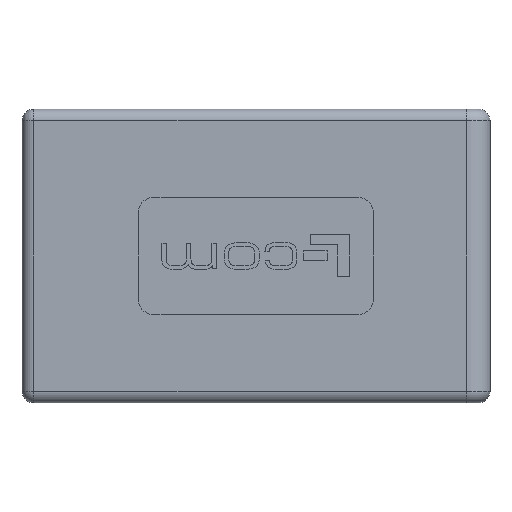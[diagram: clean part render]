
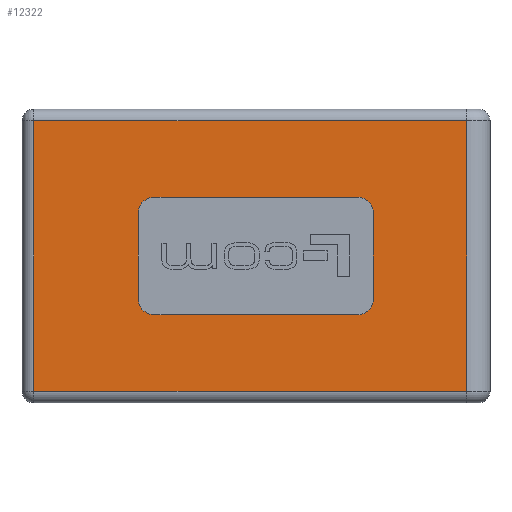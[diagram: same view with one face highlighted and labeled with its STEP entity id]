
A CAD part, left-side view. The second image highlights one B-rep face of the part: STEP entity #12322.
In plain terms, the highlighted planar face has unit normal (-1, 0, 0).
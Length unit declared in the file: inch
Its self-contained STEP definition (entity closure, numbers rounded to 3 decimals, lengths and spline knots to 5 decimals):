
#3184 = FACE_OUTER_BOUND ( 'NONE', #10373, .T. ) ;
#3187 = FACE_BOUND ( 'NONE', #10337, .T. ) ;
#3753 = CARTESIAN_POINT ( 'NONE',  ( 0., 0., -0.75 ) ) ;
#3781 = PLANE ( 'NONE',  #6781 ) ;
#3785 = DIRECTION ( 'NONE',  ( -1., 0., 0. ) ) ;
#3787 = DIRECTION ( 'NONE',  ( 0., 0., 1. ) ) ;
#5850 = VECTOR ( 'NONE', #9736, 39.37008 ) ;
#5852 = VECTOR ( 'NONE', #9734, 39.37008 ) ;
#5853 = LINE ( 'NONE', #9735, #5850 ) ;
#5854 = VECTOR ( 'NONE', #9732, 39.37008 ) ;
#5855 = LINE ( 'NONE', #9733, #5852 ) ;
#5856 = VECTOR ( 'NONE', #9730, 39.37008 ) ;
#5858 = VECTOR ( 'NONE', #9722, 39.37008 ) ;
#5859 = LINE ( 'NONE', #9723, #5854 ) ;
#5860 = LINE ( 'NONE', #9724, #5856 ) ;
#5861 = VECTOR ( 'NONE', #9717, 39.37008 ) ;
#5862 = LINE ( 'NONE', #9725, #5858 ) ;
#5863 = CIRCLE ( 'NONE', #11987, 0.04 ) ;
#5864 = VECTOR ( 'NONE', #9712, 39.37008 ) ;
#5865 = LINE ( 'NONE', #9718, #5861 ) ;
#5866 = CIRCLE ( 'NONE', #11985, 0.04 ) ;
#5867 = VECTOR ( 'NONE', #9702, 39.37008 ) ;
#5868 = LINE ( 'NONE', #9713, #5864 ) ;
#5869 = CIRCLE ( 'NONE', #11983, 0.04 ) ;
#5872 = CIRCLE ( 'NONE', #11981, 0.04 ) ;
#5878 = LINE ( 'NONE', #9708, #5867 ) ;
#6781 = AXIS2_PLACEMENT_3D ( 'NONE', #3753, #3785, #3787 ) ;
#9702 = DIRECTION ( 'NONE',  ( 0., 0., -1. ) ) ;
#9708 = CARTESIAN_POINT ( 'NONE',  ( 0., 0.898, -0.485 ) ) ;
#9709 = CARTESIAN_POINT ( 'NONE',  ( 0., 0.858, -0.485 ) ) ;
#9710 = DIRECTION ( 'NONE',  ( -1., 0., 0. ) ) ;
#9711 = DIRECTION ( 'NONE',  ( 0., 0., 1. ) ) ;
#9712 = DIRECTION ( 'NONE',  ( 0., 1., 0. ) ) ;
#9713 = CARTESIAN_POINT ( 'NONE',  ( 0., 0.338, -0.225 ) ) ;
#9714 = CARTESIAN_POINT ( 'NONE',  ( 0., 0.858, -0.265 ) ) ;
#9715 = DIRECTION ( 'NONE',  ( -1., 0., 0. ) ) ;
#9716 = DIRECTION ( 'NONE',  ( 0., 0., 1. ) ) ;
#9717 = DIRECTION ( 'NONE',  ( 0., 0., 1. ) ) ;
#9718 = CARTESIAN_POINT ( 'NONE',  ( 0., 0.298, -0.485 ) ) ;
#9719 = CARTESIAN_POINT ( 'NONE',  ( 0., 0.338, -0.265 ) ) ;
#9720 = DIRECTION ( 'NONE',  ( -1., 0., 0. ) ) ;
#9721 = DIRECTION ( 'NONE',  ( 0., 0., 1. ) ) ;
#9722 = DIRECTION ( 'NONE',  ( 0., -1., 0. ) ) ;
#9723 = CARTESIAN_POINT ( 'NONE',  ( 0., 0., -0.72 ) ) ;
#9724 = CARTESIAN_POINT ( 'NONE',  ( 0., 1.165, -0.75 ) ) ;
#9725 = CARTESIAN_POINT ( 'NONE',  ( 0., 0.338, -0.525 ) ) ;
#9726 = CARTESIAN_POINT ( 'NONE',  ( 0., 0.338, -0.485 ) ) ;
#9727 = DIRECTION ( 'NONE',  ( -1., 0., 0. ) ) ;
#9728 = DIRECTION ( 'NONE',  ( 0., 0., 1. ) ) ;
#9730 = DIRECTION ( 'NONE',  ( 0., 0., -1. ) ) ;
#9732 = DIRECTION ( 'NONE',  ( 0., -1., 0. ) ) ;
#9733 = CARTESIAN_POINT ( 'NONE',  ( 0., 0.06, -0.75 ) ) ;
#9734 = DIRECTION ( 'NONE',  ( 0., 0., 1. ) ) ;
#9735 = CARTESIAN_POINT ( 'NONE',  ( 0., 1.195, -0.03 ) ) ;
#9736 = DIRECTION ( 'NONE',  ( 0., 1., 0. ) ) ;
#10337 = EDGE_LOOP ( 'NONE', ( #11050, #11056, #11055, #11058, #11090, #10959, #11095, #10958 ) ) ;
#10373 = EDGE_LOOP ( 'NONE', ( #11072, #11093, #11088, #11091 ) ) ;
#10958 = ORIENTED_EDGE ( 'NONE', *, *, #17746, .F. ) ;
#10959 = ORIENTED_EDGE ( 'NONE', *, *, #17743, .F. ) ;
#11050 = ORIENTED_EDGE ( 'NONE', *, *, #17736, .F. ) ;
#11055 = ORIENTED_EDGE ( 'NONE', *, *, #17740, .F. ) ;
#11056 = ORIENTED_EDGE ( 'NONE', *, *, #17738, .F. ) ;
#11058 = ORIENTED_EDGE ( 'NONE', *, *, #17741, .F. ) ;
#11072 = ORIENTED_EDGE ( 'NONE', *, *, #17747, .T. ) ;
#11088 = ORIENTED_EDGE ( 'NONE', *, *, #17751, .T. ) ;
#11090 = ORIENTED_EDGE ( 'NONE', *, *, #17742, .F. ) ;
#11091 = ORIENTED_EDGE ( 'NONE', *, *, #17753, .T. ) ;
#11093 = ORIENTED_EDGE ( 'NONE', *, *, #17749, .T. ) ;
#11095 = ORIENTED_EDGE ( 'NONE', *, *, #17745, .F. ) ;
#11981 = AXIS2_PLACEMENT_3D ( 'NONE', #9709, #9710, #9711 ) ;
#11983 = AXIS2_PLACEMENT_3D ( 'NONE', #9714, #9715, #9716 ) ;
#11985 = AXIS2_PLACEMENT_3D ( 'NONE', #9719, #9720, #9721 ) ;
#11987 = AXIS2_PLACEMENT_3D ( 'NONE', #9726, #9727, #9728 ) ;
#12322 = ADVANCED_FACE ( 'NONE', ( #3187, #3184 ), #3781, .T. ) ;
#14145 = CARTESIAN_POINT ( 'NONE',  ( 0., 0.898, -0.265 ) ) ;
#14146 = CARTESIAN_POINT ( 'NONE',  ( 0., 0.338, -0.225 ) ) ;
#14147 = CARTESIAN_POINT ( 'NONE',  ( 0., 0.898, -0.485 ) ) ;
#14150 = CARTESIAN_POINT ( 'NONE',  ( 0., 0.858, -0.525 ) ) ;
#14153 = CARTESIAN_POINT ( 'NONE',  ( 0., 0.298, -0.265 ) ) ;
#14154 = CARTESIAN_POINT ( 'NONE',  ( 0., 0.858, -0.225 ) ) ;
#14155 = CARTESIAN_POINT ( 'NONE',  ( 0., 0.298, -0.485 ) ) ;
#14156 = CARTESIAN_POINT ( 'NONE',  ( 0., 0.338, -0.525 ) ) ;
#14157 = CARTESIAN_POINT ( 'NONE',  ( 0., 1.165, -0.03 ) ) ;
#14161 = CARTESIAN_POINT ( 'NONE',  ( 0., 1.165, -0.72 ) ) ;
#14163 = CARTESIAN_POINT ( 'NONE',  ( 0., 0.06, -0.72 ) ) ;
#14164 = CARTESIAN_POINT ( 'NONE',  ( 0., 0.06, -0.03 ) ) ;
#17736 = EDGE_CURVE ( 'NONE', #21094, #21097, #5872, .T. ) ;
#17738 = EDGE_CURVE ( 'NONE', #21092, #21094, #5878, .T. ) ;
#17740 = EDGE_CURVE ( 'NONE', #21101, #21092, #5869, .T. ) ;
#17741 = EDGE_CURVE ( 'NONE', #21093, #21101, #5868, .T. ) ;
#17742 = EDGE_CURVE ( 'NONE', #21100, #21093, #5866, .T. ) ;
#17743 = EDGE_CURVE ( 'NONE', #21102, #21100, #5865, .T. ) ;
#17745 = EDGE_CURVE ( 'NONE', #21103, #21102, #5863, .T. ) ;
#17746 = EDGE_CURVE ( 'NONE', #21097, #21103, #5862, .T. ) ;
#17747 = EDGE_CURVE ( 'NONE', #21104, #21108, #5860, .T. ) ;
#17749 = EDGE_CURVE ( 'NONE', #21108, #21110, #5859, .T. ) ;
#17751 = EDGE_CURVE ( 'NONE', #21110, #21111, #5855, .T. ) ;
#17753 = EDGE_CURVE ( 'NONE', #21111, #21104, #5853, .T. ) ;
#21092 = VERTEX_POINT ( 'NONE', #14145 ) ;
#21093 = VERTEX_POINT ( 'NONE', #14146 ) ;
#21094 = VERTEX_POINT ( 'NONE', #14147 ) ;
#21097 = VERTEX_POINT ( 'NONE', #14150 ) ;
#21100 = VERTEX_POINT ( 'NONE', #14153 ) ;
#21101 = VERTEX_POINT ( 'NONE', #14154 ) ;
#21102 = VERTEX_POINT ( 'NONE', #14155 ) ;
#21103 = VERTEX_POINT ( 'NONE', #14156 ) ;
#21104 = VERTEX_POINT ( 'NONE', #14157 ) ;
#21108 = VERTEX_POINT ( 'NONE', #14161 ) ;
#21110 = VERTEX_POINT ( 'NONE', #14163 ) ;
#21111 = VERTEX_POINT ( 'NONE', #14164 ) ;
